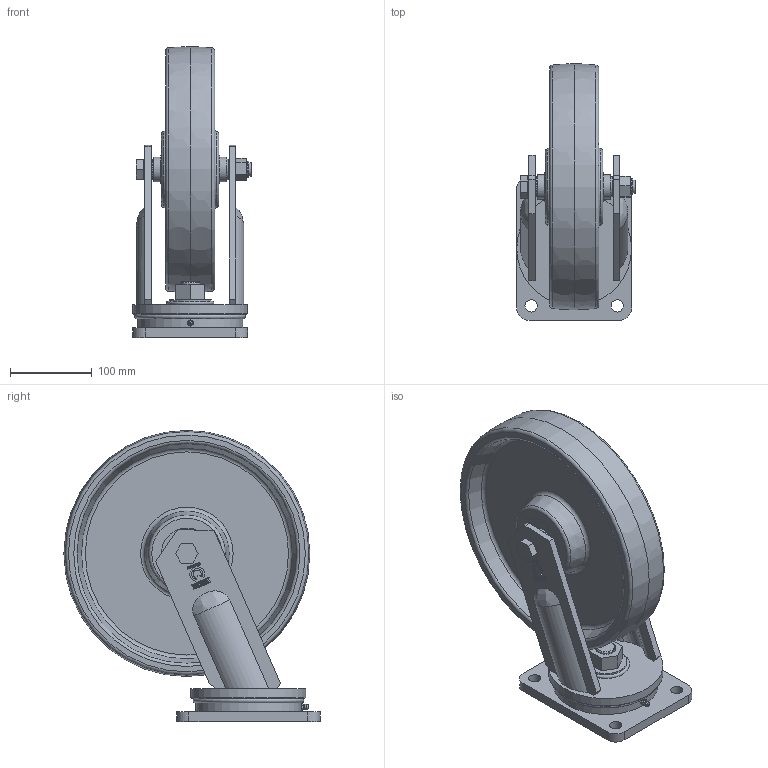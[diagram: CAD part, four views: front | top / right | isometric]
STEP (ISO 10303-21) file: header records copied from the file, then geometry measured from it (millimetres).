
FILE_DESCRIPTION(/* description */ (''),/* implementation_level */ '2;1');
FILE_NAME(/* name */ '0019304K_LPS_PO_300_K',/* time_stamp */ '2010-12-10T15:59:49+01:00',/* author */ (''),/* organization */ (''),/* preprocessor_version */ 'ST-DEVELOPER v9',/* originating_system */ 'UGS - NX 4.0',/* authorisation */ '');
FILE_SCHEMA (('CONFIG_CONTROL_DESIGN'));
Length unit declared in the file: millimetre
Products named in the file (1): 0019304K_LPS_PO_300_K
Bounding box: 144.5 x 312.5 x 355 mm (x, y, z)
Volume: 3097764.3 mm3; surface area: 444517.9 mm2
Topology: 3 solids, 9 shells, 667 faces, 1719 edges, 1144 vertices
Faces by surface type: plane 356, extrusion 202, cylinder 67, torus 20, cone 12, bspline 8, sphere 2
Full cylindrical faces by diameter (mm): 6 x1, 15 x4, 16 x3, 16.2 x2, 20 x1, 22.49 x1, 24 x2, 25 x3, 25.2 x2, 30 x2, 35 x2, 37.062 x4, 49.938 x4, 51.5 x1, 54 x1, 62 x2, 128 x1, 140 x1
Entity records: 22328 total; most frequent: CARTESIAN_POINT 7953, ORIENTED_EDGE 3220, DIRECTION 2074, EDGE_CURVE 1610, VERTEX_POINT 1109, B_SPLINE_CURVE_WITH_KNOTS 1024, EDGE_LOOP 834, VECTOR 822
